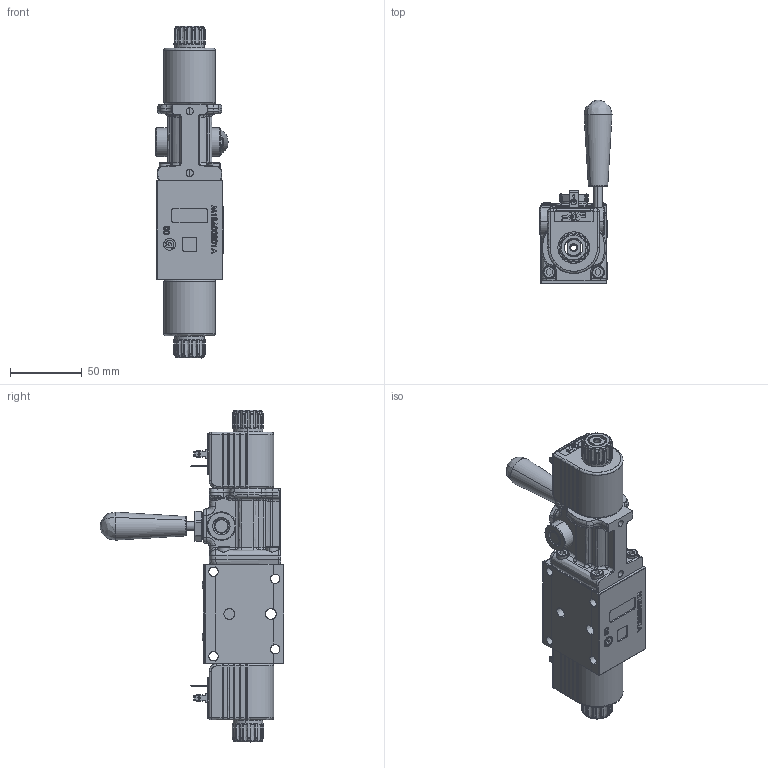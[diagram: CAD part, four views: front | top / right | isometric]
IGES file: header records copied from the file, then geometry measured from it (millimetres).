
Start section: SolidWorks IGES file using analytic representation for surfaces
Global section: file name: CDC3SE--C-LF2.igs; native system: SolidWorks 2014; preprocessor: SolidWorks 2014; author: serviziopdm; date: 160421.093747; units: millimetre
Bounding box: 50.25 x 128 x 231.5 mm (x, y, z)
Surface area: 67060.2 mm2 (no closed solid volume)
Topology: 0 solids, 0 shells, 1495 faces, 18491 edges, 18481 vertices
Faces by surface type: bspline 936, revolution 559
